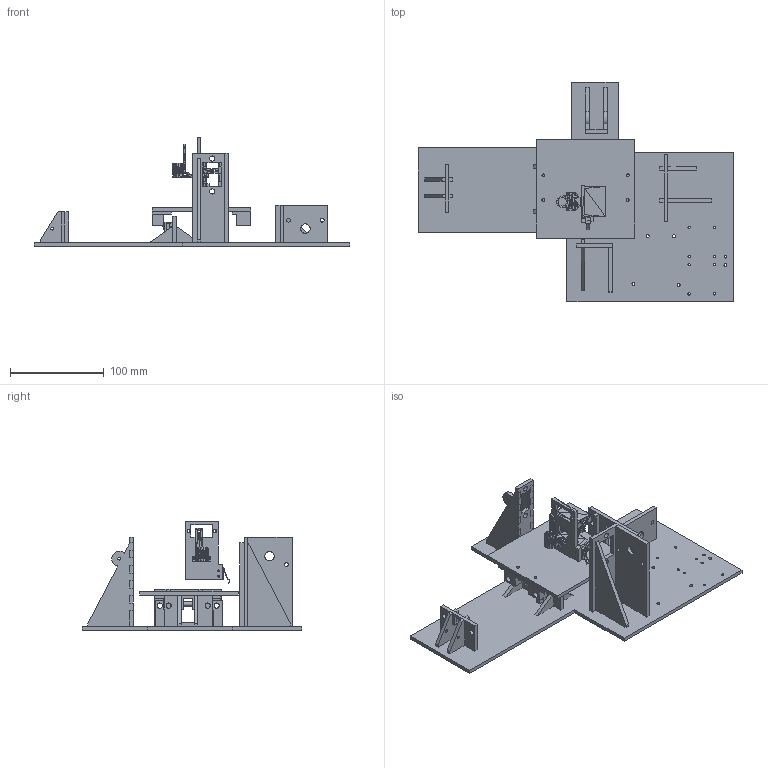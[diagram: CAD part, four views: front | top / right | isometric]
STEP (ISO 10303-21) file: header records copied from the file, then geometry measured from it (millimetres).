
FILE_DESCRIPTION(/* description */ (''),/* implementation_level */ '2;1');
FILE_NAME(/* name */ 'MIT-2DPlotter.step',/* time_stamp */ '2023-06-12T14:43:07+02:00',/* author */ (''),/* organization */ (''),/* preprocessor_version */ 'ST-DEVELOPER v19.2',/* originating_system */ 'Autodesk Translation Framework v12.4.0.73',/* authorisation */ '');
FILE_SCHEMA (('AUTOMOTIVE_DESIGN { 1 0 10303 214 3 1 1 }'));
Products named in the file (13): 2024 plotter; Top rail holder; Bottom rail holder; Right rail holder; Left rail holder; Middle holder (1); Plate holder (2); Plate holder (1) (1); Switch v1; Base plank; Pen holder slider (1); pen holder; Draw plate
Assembly tree (13 placements, depth 3):
  2024 plotter
    Top rail holder
    Bottom rail holder
    Right rail holder
    Left rail holder
    Middle holder (1)
    Plate holder (2)
    Plate holder (1) (1)
    Switch v1  x2
    Base plank
    Pen holder slider (1)
      pen holder
    Draw plate
Bounding box: 336 x 234 x 116 mm (x, y, z)
Volume: 367364.7 mm3; surface area: 226083.6 mm2
Topology: 29 solids, 29 shells, 2566 faces, 5478 edges, 2921 vertices
Faces by surface type: plane 2459, cylinder 107
Full cylindrical faces by diameter (mm): 1.9 x10, 2.5 x8, 2.6 x1, 3 x16, 3.005 x1, 3.175 x4, 4 x4, 5 x2, 5.5 x12, 6.4 x8, 10 x2
Entity records: 64252 total; most frequent: DIRECTION 10822, CARTESIAN_POINT 10642, ORIENTED_EDGE 10618, EDGE_CURVE 5309, LINE 4836, VECTOR 4836, AXIS2_PLACEMENT_3D 2993, VERTEX_POINT 2813
